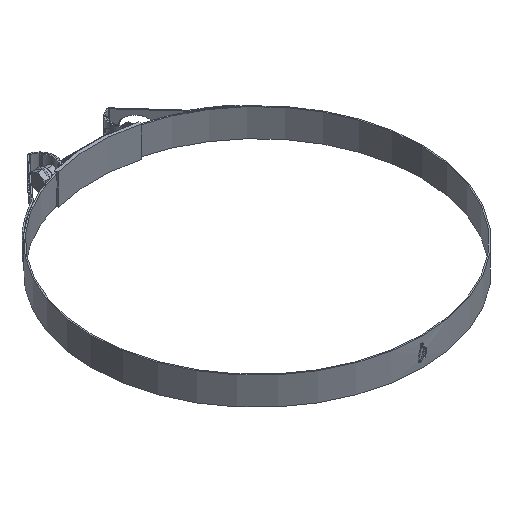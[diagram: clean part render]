
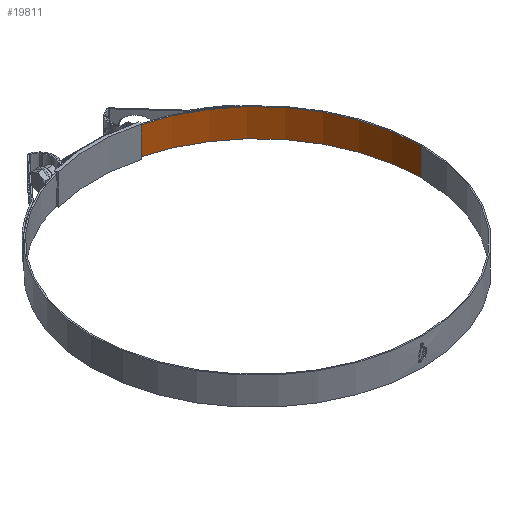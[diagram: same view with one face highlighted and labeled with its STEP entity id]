
A CAD part, isometric view. The second image highlights one B-rep face of the part: STEP entity #19811.
In plain terms, the highlighted cylindrical face has radius 165 mm (diameter 330 mm), a partial arc.
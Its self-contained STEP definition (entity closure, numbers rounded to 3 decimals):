
#1133 = ORIENTED_EDGE ( 'NONE', *, *, #21108, .F. ) ;
#1214 = ORIENTED_EDGE ( 'NONE', *, *, #27288, .T. ) ;
#4420 = VERTEX_POINT ( 'NONE', #13392 ) ;
#4464 = CYLINDRICAL_SURFACE ( 'NONE', #12490, 165. ) ;
#4896 = CARTESIAN_POINT ( 'NONE',  ( 0., 0., 14. ) ) ;
#5328 = VERTEX_POINT ( 'NONE', #8901 ) ;
#8115 = VERTEX_POINT ( 'NONE', #25889 ) ;
#8168 = AXIS2_PLACEMENT_3D ( 'NONE', #19580, #22560, #37806 ) ;
#8204 = CIRCLE ( 'NONE', #13877, 165. ) ;
#8566 = DIRECTION ( 'NONE',  ( 0., 0., -1. ) ) ;
#8901 = CARTESIAN_POINT ( 'NONE',  ( 165., 0., -14. ) ) ;
#9036 = ORIENTED_EDGE ( 'NONE', *, *, #23897, .F. ) ;
#10524 = LINE ( 'NONE', #25389, #24581 ) ;
#11865 = CARTESIAN_POINT ( 'NONE',  ( 39.525, 160.196, 14. ) ) ;
#12490 = AXIS2_PLACEMENT_3D ( 'NONE', #25258, #37336, #37532 ) ;
#13392 = CARTESIAN_POINT ( 'NONE',  ( 39.525, 160.196, -14. ) ) ;
#13763 = EDGE_LOOP ( 'NONE', ( #9036, #1133, #32581, #1214 ) ) ;
#13877 = AXIS2_PLACEMENT_3D ( 'NONE', #4896, #25679, #31630 ) ;
#15957 = VERTEX_POINT ( 'NONE', #11865 ) ;
#19580 = CARTESIAN_POINT ( 'NONE',  ( 0., 0., -14. ) ) ;
#19811 = ADVANCED_FACE ( 'NONE', ( #25449 ), #4464, .F. ) ;
#21108 = EDGE_CURVE ( 'NONE', #15957, #8115, #8204, .T. ) ;
#22560 = DIRECTION ( 'NONE',  ( 0., 0., -1. ) ) ;
#23897 = EDGE_CURVE ( 'NONE', #8115, #5328, #10524, .T. ) ;
#24581 = VECTOR ( 'NONE', #37470, 1000. ) ;
#25258 = CARTESIAN_POINT ( 'NONE',  ( 0., 0., 14. ) ) ;
#25389 = CARTESIAN_POINT ( 'NONE',  ( 165., 0., 14. ) ) ;
#25449 = FACE_OUTER_BOUND ( 'NONE', #13763, .T. ) ;
#25679 = DIRECTION ( 'NONE',  ( 0., 0., -1. ) ) ;
#25889 = CARTESIAN_POINT ( 'NONE',  ( 165., 0., 14. ) ) ;
#27288 = EDGE_CURVE ( 'NONE', #4420, #5328, #36648, .T. ) ;
#28545 = EDGE_CURVE ( 'NONE', #15957, #4420, #38883, .T. ) ;
#31630 = DIRECTION ( 'NONE',  ( -1., 0., 0. ) ) ;
#32581 = ORIENTED_EDGE ( 'NONE', *, *, #28545, .T. ) ;
#35701 = CARTESIAN_POINT ( 'NONE',  ( 39.525, 160.196, 14. ) ) ;
#36648 = CIRCLE ( 'NONE', #8168, 165. ) ;
#37336 = DIRECTION ( 'NONE',  ( 0., 0., -1. ) ) ;
#37470 = DIRECTION ( 'NONE',  ( 0., 0., -1. ) ) ;
#37532 = DIRECTION ( 'NONE',  ( -1., 0., 0. ) ) ;
#37806 = DIRECTION ( 'NONE',  ( -1., 0., 0. ) ) ;
#38545 = VECTOR ( 'NONE', #8566, 1000. ) ;
#38883 = LINE ( 'NONE', #35701, #38545 ) ;
